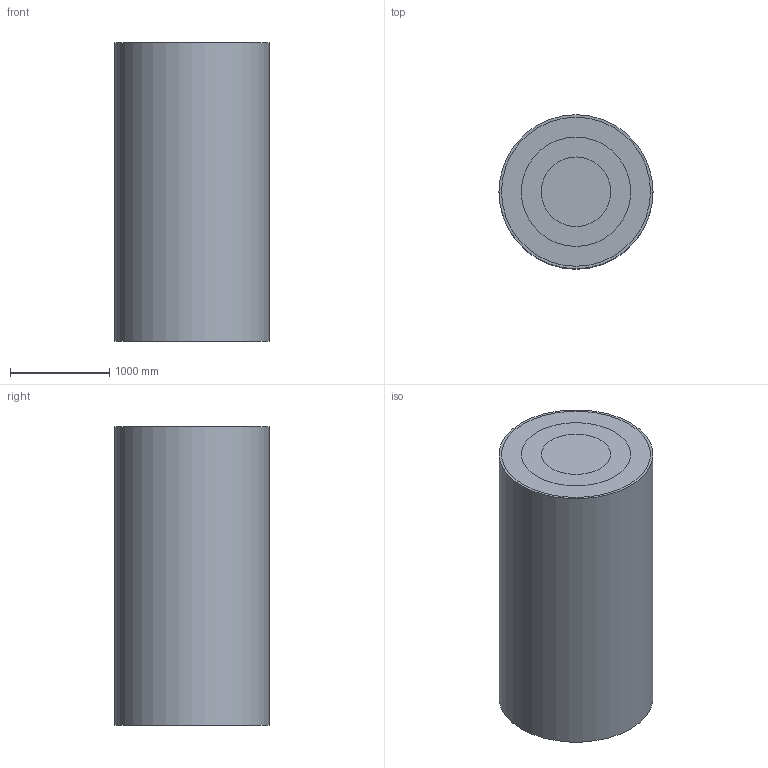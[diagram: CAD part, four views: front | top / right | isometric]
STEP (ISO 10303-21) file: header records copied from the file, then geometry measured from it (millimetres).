
FILE_DESCRIPTION(/* description */ ('STEP AP242','CAx-IF Rec.Pracs.---Representation and Presentation of Product Manufacturing Information (PMI)---4.0---2014-10-13','CAx-IF Rec.Pracs.---3D Tessellated Geometry---0.4---2014-09-14','2;1'),/* implementation_level */ '2;1');
FILE_NAME(/* name */ '655dc4712e03003c784b3494',/* time_stamp */ '2023-11-22T09:05:54Z',/* author */ (''),/* organization */ (''),/* preprocessor_version */ 'ST-DEVELOPER v19.4',/* originating_system */ ' ',/* authorisation */ ' ');
FILE_SCHEMA (('AP242_MANAGED_MODEL_BASED_3D_ENGINEERING_MIM_LF { 1 0 10303 442 1 1 4 }'));
Length unit declared in the file: metre
Products named in the file (5): h2o; uf4; he; zr4
Bounding box: 1550 x 1550 x 3000 mm (x, y, z)
Volume: 5660757262.7 mm3; surface area: 81355468.8 mm2
Topology: 5 solids, 5 shells, 18 faces, 24 edges, 16 vertices
Faces by surface type: plane 10, cylinder 8
Full cylindrical faces by diameter (mm): 700 x3, 1100 x2, 1500 x2, 1550 x1
Entity records: 481 total; most frequent: DIRECTION 78, CARTESIAN_POINT 55, AXIS2_PLACEMENT_3D 39, ORIENTED_EDGE 32, EDGE_LOOP 32, FACE_BOUND 32, ADVANCED_FACE 18, EDGE_CURVE 16
